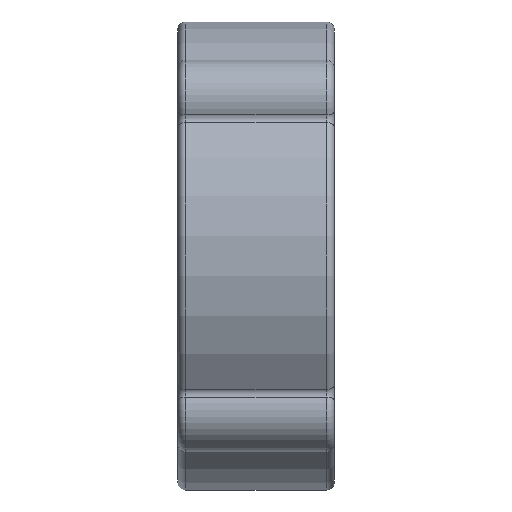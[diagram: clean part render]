
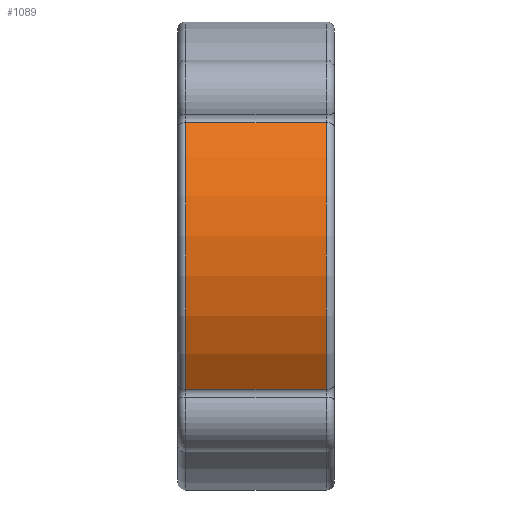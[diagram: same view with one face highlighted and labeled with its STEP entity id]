
A CAD part, left-side view. The second image highlights one B-rep face of the part: STEP entity #1089.
In plain terms, the highlighted cylindrical face has radius 30 mm (diameter 60 mm), a partial arc.
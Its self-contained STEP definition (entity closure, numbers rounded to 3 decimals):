
#27=LINE('',#1912,#63);
#28=LINE('',#1915,#64);
#63=VECTOR('',#1495,10.);
#64=VECTOR('',#1498,10.);
#99=CYLINDRICAL_SURFACE('',#1221,30.);
#151=FACE_OUTER_BOUND('',#221,.T.);
#221=EDGE_LOOP('',(#761,#762,#763,#764));
#314=CIRCLE('',#1196,30.);
#333=CIRCLE('',#1222,30.);
#440=VERTEX_POINT('',#1867);
#442=VERTEX_POINT('',#1873);
#453=VERTEX_POINT('',#1911);
#454=VERTEX_POINT('',#1913);
#554=EDGE_CURVE('',#442,#440,#314,.T.);
#573=EDGE_CURVE('',#453,#442,#27,.T.);
#574=EDGE_CURVE('',#454,#453,#333,.T.);
#575=EDGE_CURVE('',#440,#454,#28,.T.);
#761=ORIENTED_EDGE('',*,*,#554,.F.);
#762=ORIENTED_EDGE('',*,*,#573,.F.);
#763=ORIENTED_EDGE('',*,*,#574,.F.);
#764=ORIENTED_EDGE('',*,*,#575,.F.);
#1089=ADVANCED_FACE('',(#151),#99,.T.);
#1196=AXIS2_PLACEMENT_3D('',#1875,#1443,#1444);
#1221=AXIS2_PLACEMENT_3D('',#1910,#1493,#1494);
#1222=AXIS2_PLACEMENT_3D('',#1914,#1496,#1497);
#1443=DIRECTION('center_axis',(0.,-1.,0.));
#1444=DIRECTION('ref_axis',(-1.,0.,0.));
#1493=DIRECTION('center_axis',(0.,-1.,0.));
#1494=DIRECTION('ref_axis',(-1.,0.,0.));
#1495=DIRECTION('',(0.,-1.,0.));
#1496=DIRECTION('center_axis',(0.,1.,0.));
#1497=DIRECTION('ref_axis',(-1.,0.,0.));
#1498=DIRECTION('',(0.,1.,0.));
#1867=CARTESIAN_POINT('',(-24.684,-19.,-17.05));
#1873=CARTESIAN_POINT('',(-24.684,-19.,17.05));
#1875=CARTESIAN_POINT('Origin',(0.,-19.,0.));
#1910=CARTESIAN_POINT('Origin',(0.,0.,0.));
#1911=CARTESIAN_POINT('',(-24.684,-1.,17.05));
#1912=CARTESIAN_POINT('',(-24.684,0.,17.05));
#1913=CARTESIAN_POINT('',(-24.684,-1.,-17.05));
#1914=CARTESIAN_POINT('Origin',(0.,-1.,0.));
#1915=CARTESIAN_POINT('',(-24.684,0.,-17.05));
